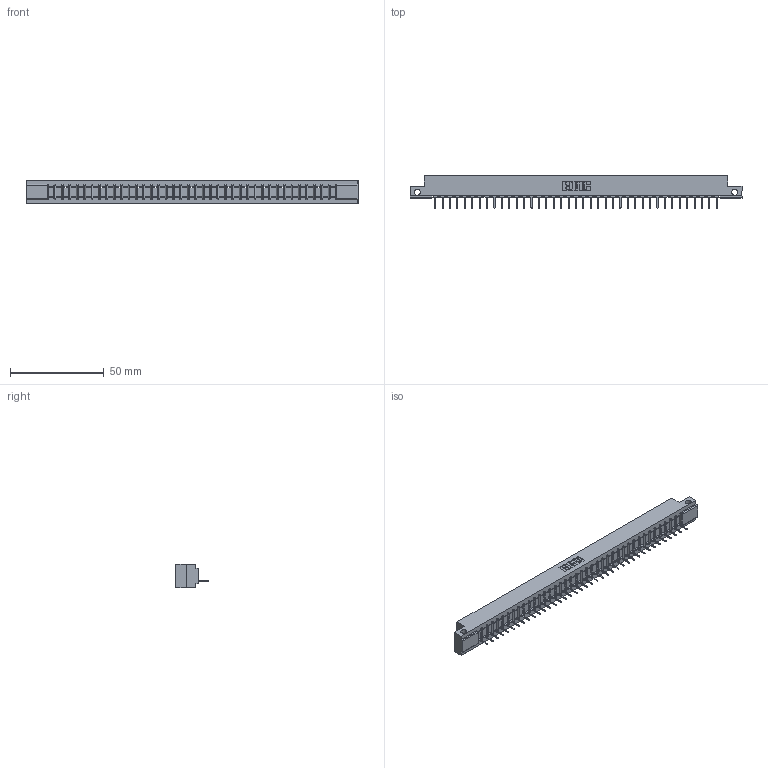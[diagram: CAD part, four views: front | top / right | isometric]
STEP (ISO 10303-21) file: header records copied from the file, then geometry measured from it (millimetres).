
FILE_DESCRIPTION (( 'STEP AP203' ), '1' );
FILE_NAME ('307-039-531-112.STEP', '2019-09-04T05:44:58', ( '' ), ( '' ), 'SwSTEP 2.0', 'SolidWorks 2016', '' );
FILE_SCHEMA (( 'CONFIG_CONTROL_DESIGN' ));
Length unit declared in the file: inch
Products named in the file (3): 307-039-531-112; 307 Part_.128 Dia Side Mounting Holes; 307-290-001_531
Assembly tree (40 placements, depth 2):
  307-039-531-112
    307 Part_.128 Dia Side Mounting Holes
    307-290-001_531  x39
Bounding box: 177.55 x 17.42 x 12.7 mm (x, y, z)
Volume: 18200.8 mm3; surface area: 18758.1 mm2
Topology: 40 solids, 40 shells, 2342 faces, 6641 edges, 4266 vertices
Faces by surface type: plane 1513, cylinder 749, sphere 80
Entity records: 33774 total; most frequent: CARTESIAN_POINT 5688, ORIENTED_EDGE 5674, DIRECTION 5533, EDGE_CURVE 2837, VECTOR 2175, LINE 2175, VERTEX_POINT 1834, AXIS2_PLACEMENT_3D 1679
